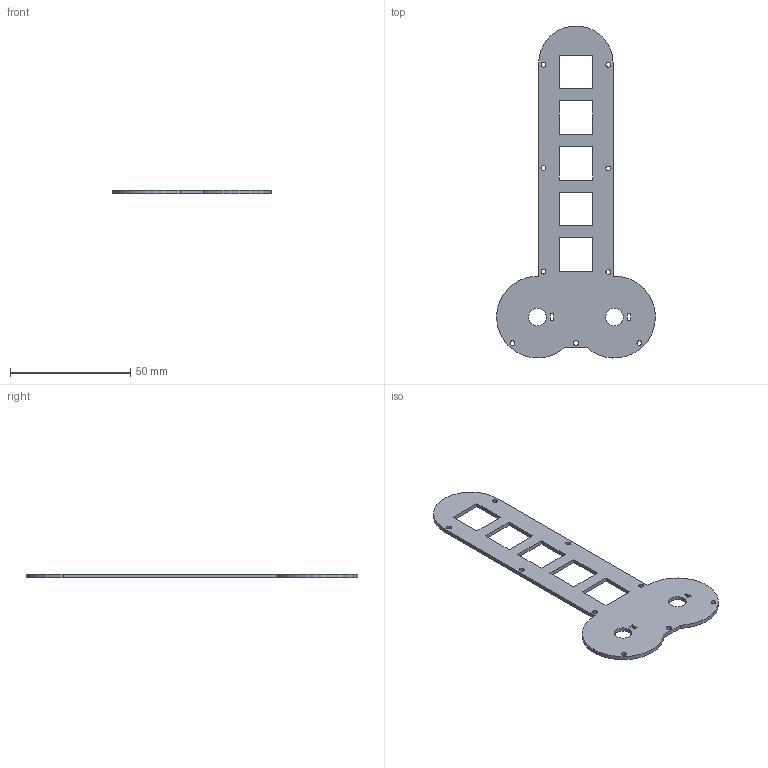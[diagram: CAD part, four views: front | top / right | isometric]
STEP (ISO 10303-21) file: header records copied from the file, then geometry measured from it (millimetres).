
FILE_DESCRIPTION(('FreeCAD Model'),'2;1');
FILE_NAME('Richard Top Plate.step','2021-06-10T13:03:19',( 'Author'),(''),'Open CASCADE STEP processor 7.3','FreeCAD','Unknown' );
FILE_SCHEMA(('AUTOMOTIVE_DESIGN { 1 0 10303 214 1 1 1 1 }'));
Length unit declared in the file: millimetre
Products named in the file (6): PR-TopPlate; Board_Geoms_3f50; Local_CS_3f50; Pcb_3f50; PCB_Sketch_3f50; Step_Models_3f50
Assembly tree (5 placements, depth 3):
  PR-TopPlate
    Board_Geoms_3f50
      Local_CS_3f50
      Pcb_3f50
      PCB_Sketch_3f50
    Step_Models_3f50
Bounding box: 65.92 x 138.13 x 1.6 mm (x, y, z)
Volume: 6323.1 mm3; surface area: 9131.5 mm2
Topology: 1 solids, 1 shells, 47 faces, 180 edges, 169 vertices
Faces by surface type: plane 33, cylinder 14
Full cylindrical faces by diameter (mm): 2 x9, 7.3 x2
Entity records: 2241 total; most frequent: CARTESIAN_POINT 413, DIRECTION 328, ORIENTED_EDGE 270, LINE 138, VECTOR 138, EDGE_CURVE 135, AXIS2_PLACEMENT_3D 95, VERTEX_POINT 90
